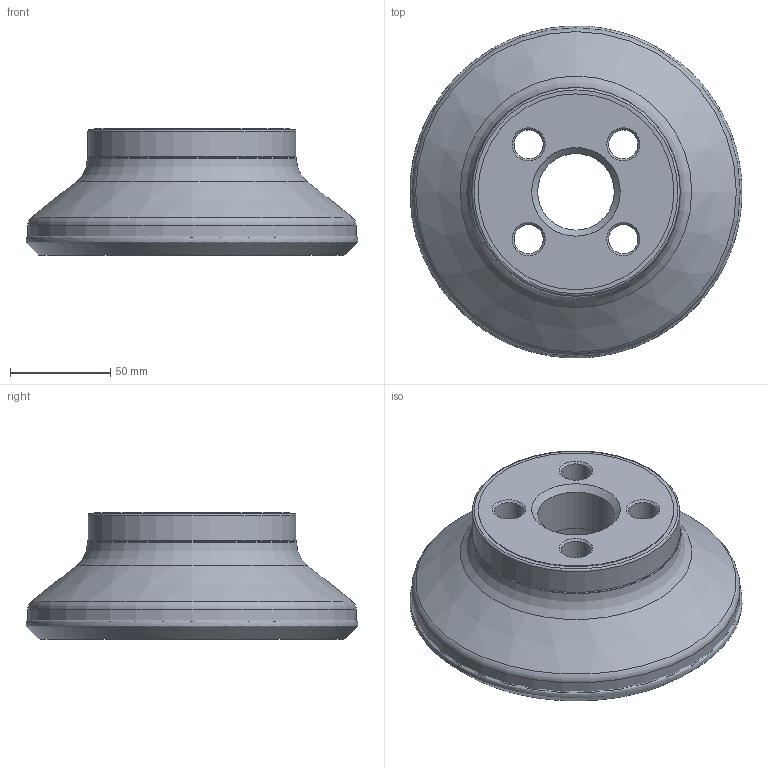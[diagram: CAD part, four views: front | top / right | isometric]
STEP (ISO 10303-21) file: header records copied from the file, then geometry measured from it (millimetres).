
FILE_DESCRIPTION(/* description */ (''),/* implementation_level */ '2;1');
FILE_NAME(/* name */ 'toolassembly_1.stp',/* time_stamp */ '2019-05-02T17:01:05+02:00',/* author */ (''),/* organization */ ('SMS'),/* preprocessor_version */ 'ST-DEVELOPER v15',/* originating_system */ 'SIEMENS PLM Software NX 8.5',/* authorisation */ '');
FILE_SCHEMA (('AUTOMOTIVE_DESIGN { 1 0 10303 214 3 1 1 1 }'));
Length unit declared in the file: millimetre
Products named in the file (4): CUT_20190502170025; NOCUT_20190502170007; ASSEMBLY_CONSTRUCTION; TOOLASSEMBLY_1
Assembly tree (3 placements, depth 2):
  TOOLASSEMBLY_1
    ASSEMBLY_CONSTRUCTION
    NOCUT_20190502170007
    CUT_20190502170025
Bounding box: 165.12 x 165.17 x 63 mm (x, y, z)
Volume: 706802.2 mm3; surface area: 95380.7 mm2
Topology: 2 solids, 2 shells, 54 faces, 117 edges, 93 vertices
Faces by surface type: cone 16, cylinder 14, torus 14, plane 9, bspline 1
Full cylindrical faces by diameter (mm): 14.5 x4, 20 x4, 38.112 x1, 40.3 x1, 97.5 x1, 103.5 x1, 104 x1, 163.4 x1
Entity records: 10294 total; most frequent: CARTESIAN_POINT 8999, DIRECTION 268, AXIS2_PLACEMENT_3D 134, FACE_BOUND 115, EDGE_LOOP 114, ORIENTED_EDGE 114, VERTEX_POINT 58, EDGE_CURVE 57
